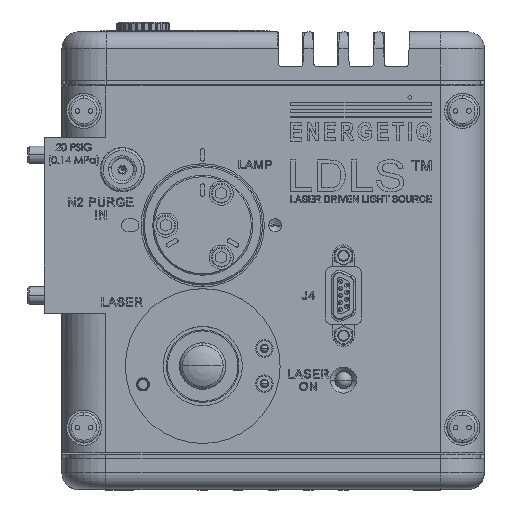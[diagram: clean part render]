
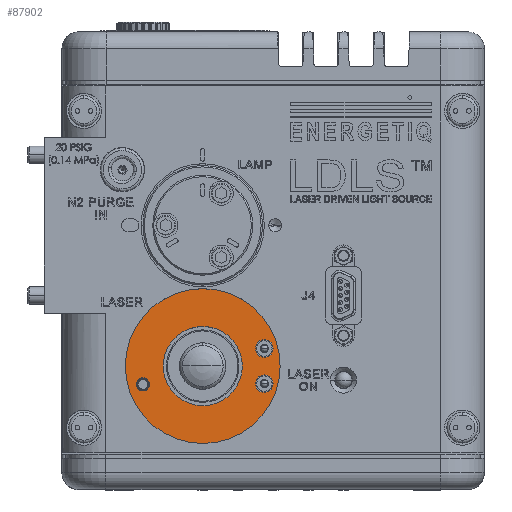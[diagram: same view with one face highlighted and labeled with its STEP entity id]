
A CAD part, top view. The second image highlights one B-rep face of the part: STEP entity #87902.
In plain terms, the highlighted planar face has unit normal (0, 0, 1).
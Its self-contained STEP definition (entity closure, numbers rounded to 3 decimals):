
#959 = FACE_BOUND ( 'NONE', #61525, .T. ) ;
#3771 = AXIS2_PLACEMENT_3D ( 'NONE', #60187, #210806, #210008 ) ;
#6814 = VERTEX_POINT ( 'NONE', #183779 ) ;
#10065 = VERTEX_POINT ( 'NONE', #76430 ) ;
#10855 = CARTESIAN_POINT ( 'NONE',  ( -22.304, -20.765, 4.763 ) ) ;
#13570 = DIRECTION ( 'NONE',  ( 1., 0., 0. ) ) ;
#16219 = DIRECTION ( 'NONE',  ( 0., 0., 1. ) ) ;
#17600 = ORIENTED_EDGE ( 'NONE', *, *, #154026, .F. ) ;
#17801 = VERTEX_POINT ( 'NONE', #187311 ) ;
#20474 = EDGE_CURVE ( 'NONE', #102974, #10065, #143063, .T. ) ;
#24244 = FACE_BOUND ( 'NONE', #170914, .T. ) ;
#27285 = ORIENTED_EDGE ( 'NONE', *, *, #108662, .F. ) ;
#30026 = FACE_BOUND ( 'NONE', #103642, .T. ) ;
#31992 = DIRECTION ( 'NONE',  ( 0., 0., 1. ) ) ;
#33211 = EDGE_CURVE ( 'NONE', #61388, #47550, #200930, .T. ) ;
#33250 = PLANE ( 'NONE',  #35854 ) ;
#34801 = CARTESIAN_POINT ( 'NONE',  ( -3.175, -20.637, 4.763 ) ) ;
#35854 = AXIS2_PLACEMENT_3D ( 'NONE', #201633, #16219, #108537 ) ;
#38058 = DIRECTION ( 'NONE',  ( 1., 0., 0. ) ) ;
#38644 = CIRCLE ( 'NONE', #169261, 1.191 ) ;
#44706 = CARTESIAN_POINT ( 'NONE',  ( 0., -20.637, 4.763 ) ) ;
#45592 = CIRCLE ( 'NONE', #186565, 7.144 ) ;
#46490 = DIRECTION ( 'NONE',  ( 0., 0., 1. ) ) ;
#47550 = VERTEX_POINT ( 'NONE', #187618 ) ;
#49622 = AXIS2_PLACEMENT_3D ( 'NONE', #99181, #61085, #137213 ) ;
#51877 = EDGE_CURVE ( 'NONE', #225909, #158252, #234447, .T. ) ;
#52097 = DIRECTION ( 'NONE',  ( 0., 0., -1. ) ) ;
#52166 = CARTESIAN_POINT ( 'NONE',  ( -1.587, -20.637, 4.763 ) ) ;
#55867 = CARTESIAN_POINT ( 'NONE',  ( -12.7, -17.462, 4.763 ) ) ;
#60160 = ORIENTED_EDGE ( 'NONE', *, *, #86995, .T. ) ;
#60187 = CARTESIAN_POINT ( 'NONE',  ( -12.7, -17.462, 4.763 ) ) ;
#61085 = DIRECTION ( 'NONE',  ( 0., 0., 1. ) ) ;
#61316 = CARTESIAN_POINT ( 'NONE',  ( -1.587, -20.637, 4.763 ) ) ;
#61388 = VERTEX_POINT ( 'NONE', #211526 ) ;
#61525 = EDGE_LOOP ( 'NONE', ( #132398, #196478 ) ) ;
#76430 = CARTESIAN_POINT ( 'NONE',  ( -24.686, -20.765, 4.763 ) ) ;
#77976 = AXIS2_PLACEMENT_3D ( 'NONE', #55867, #147345, #38058 ) ;
#83677 = DIRECTION ( 'NONE',  ( 1., 0., 0. ) ) ;
#86995 = EDGE_CURVE ( 'NONE', #17801, #144626, #90869, .T. ) ;
#87484 = ORIENTED_EDGE ( 'NONE', *, *, #186703, .F. ) ;
#87902 = ADVANCED_FACE ( 'NONE', ( #111116, #30026, #24244, #122707, #959 ), #33250, .T. ) ;
#89363 = CARTESIAN_POINT ( 'NONE',  ( -1.587, -14.287, 4.763 ) ) ;
#90869 = CIRCLE ( 'NONE', #49622, 13.97 ) ;
#92876 = AXIS2_PLACEMENT_3D ( 'NONE', #52166, #31992, #180915 ) ;
#93348 = ORIENTED_EDGE ( 'NONE', *, *, #20474, .F. ) ;
#97895 = CARTESIAN_POINT ( 'NONE',  ( -23.495, -20.765, 4.763 ) ) ;
#99181 = CARTESIAN_POINT ( 'NONE',  ( -12.7, -17.462, 4.763 ) ) ;
#102974 = VERTEX_POINT ( 'NONE', #10855 ) ;
#103642 = EDGE_LOOP ( 'NONE', ( #87484, #93348 ) ) ;
#108537 = DIRECTION ( 'NONE',  ( 1., 0., 0. ) ) ;
#108662 = EDGE_CURVE ( 'NONE', #147068, #6814, #158315, .T. ) ;
#111116 = FACE_OUTER_BOUND ( 'NONE', #143332, .T. ) ;
#119253 = EDGE_CURVE ( 'NONE', #144626, #17801, #223747, .T. ) ;
#120212 = CARTESIAN_POINT ( 'NONE',  ( -23.495, -20.765, 4.763 ) ) ;
#121825 = DIRECTION ( 'NONE',  ( 1., 0., 0. ) ) ;
#122707 = FACE_BOUND ( 'NONE', #129123, .T. ) ;
#124479 = DIRECTION ( 'NONE',  ( 0., 0., 1. ) ) ;
#129005 = DIRECTION ( 'NONE',  ( 0., 0., 1. ) ) ;
#129123 = EDGE_LOOP ( 'NONE', ( #17600, #27285 ) ) ;
#132398 = ORIENTED_EDGE ( 'NONE', *, *, #146658, .T. ) ;
#134589 = AXIS2_PLACEMENT_3D ( 'NONE', #61316, #227368, #155232 ) ;
#137213 = DIRECTION ( 'NONE',  ( 1., 0., 0. ) ) ;
#143063 = CIRCLE ( 'NONE', #218098, 1.191 ) ;
#143332 = EDGE_LOOP ( 'NONE', ( #60160, #183407 ) ) ;
#144626 = VERTEX_POINT ( 'NONE', #218711 ) ;
#144653 = CARTESIAN_POINT ( 'NONE',  ( -1.587, -14.287, 4.763 ) ) ;
#146658 = EDGE_CURVE ( 'NONE', #47550, #61388, #45592, .T. ) ;
#146767 = DIRECTION ( 'NONE',  ( 1., 0., 0. ) ) ;
#147068 = VERTEX_POINT ( 'NONE', #155553 ) ;
#147345 = DIRECTION ( 'NONE',  ( 0., 0., 1. ) ) ;
#154026 = EDGE_CURVE ( 'NONE', #6814, #147068, #222877, .T. ) ;
#155232 = DIRECTION ( 'NONE',  ( 1., 0., 0. ) ) ;
#155553 = CARTESIAN_POINT ( 'NONE',  ( -3.175, -14.287, 4.763 ) ) ;
#158252 = VERTEX_POINT ( 'NONE', #44706 ) ;
#158315 = CIRCLE ( 'NONE', #158649, 1.587 ) ;
#158649 = AXIS2_PLACEMENT_3D ( 'NONE', #144653, #124479, #13570 ) ;
#169261 = AXIS2_PLACEMENT_3D ( 'NONE', #97895, #187017, #207230 ) ;
#170914 = EDGE_LOOP ( 'NONE', ( #197637, #215251 ) ) ;
#180915 = DIRECTION ( 'NONE',  ( 1., 0., 0. ) ) ;
#181743 = EDGE_CURVE ( 'NONE', #158252, #225909, #202356, .T. ) ;
#183407 = ORIENTED_EDGE ( 'NONE', *, *, #119253, .T. ) ;
#183779 = CARTESIAN_POINT ( 'NONE',  ( 0., -14.287, 4.763 ) ) ;
#186565 = AXIS2_PLACEMENT_3D ( 'NONE', #199484, #52097, #83677 ) ;
#186703 = EDGE_CURVE ( 'NONE', #10065, #102974, #38644, .T. ) ;
#187017 = DIRECTION ( 'NONE',  ( 0., 0., 1. ) ) ;
#187311 = CARTESIAN_POINT ( 'NONE',  ( 1.27, -17.462, 4.763 ) ) ;
#187618 = CARTESIAN_POINT ( 'NONE',  ( -5.556, -17.462, 4.763 ) ) ;
#196478 = ORIENTED_EDGE ( 'NONE', *, *, #33211, .T. ) ;
#197637 = ORIENTED_EDGE ( 'NONE', *, *, #181743, .F. ) ;
#199484 = CARTESIAN_POINT ( 'NONE',  ( -12.7, -17.462, 4.763 ) ) ;
#200930 = CIRCLE ( 'NONE', #3771, 7.144 ) ;
#201633 = CARTESIAN_POINT ( 'NONE',  ( -12.7, -17.462, 4.763 ) ) ;
#202356 = CIRCLE ( 'NONE', #134589, 1.587 ) ;
#207230 = DIRECTION ( 'NONE',  ( 1., 0., 0. ) ) ;
#210008 = DIRECTION ( 'NONE',  ( 1., 0., 0. ) ) ;
#210806 = DIRECTION ( 'NONE',  ( 0., 0., -1. ) ) ;
#211526 = CARTESIAN_POINT ( 'NONE',  ( -19.844, -17.462, 4.763 ) ) ;
#215251 = ORIENTED_EDGE ( 'NONE', *, *, #51877, .F. ) ;
#218098 = AXIS2_PLACEMENT_3D ( 'NONE', #120212, #46490, #121825 ) ;
#218711 = CARTESIAN_POINT ( 'NONE',  ( -26.67, -17.462, 4.763 ) ) ;
#219867 = AXIS2_PLACEMENT_3D ( 'NONE', #89363, #129005, #146767 ) ;
#222877 = CIRCLE ( 'NONE', #219867, 1.587 ) ;
#223747 = CIRCLE ( 'NONE', #77976, 13.97 ) ;
#225909 = VERTEX_POINT ( 'NONE', #34801 ) ;
#227368 = DIRECTION ( 'NONE',  ( 0., 0., 1. ) ) ;
#234447 = CIRCLE ( 'NONE', #92876, 1.587 ) ;
